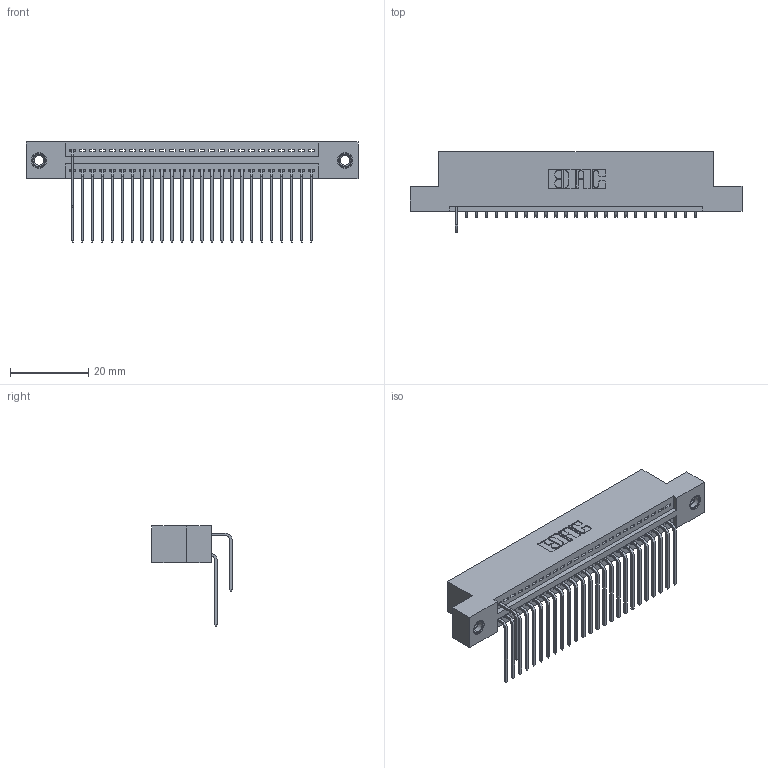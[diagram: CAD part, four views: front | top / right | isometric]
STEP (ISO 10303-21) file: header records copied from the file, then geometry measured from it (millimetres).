
FILE_DESCRIPTION (( 'STEP AP203' ), '1' );
FILE_NAME ('345-050-559-207.STEP', '2018-09-22T15:35:08', ( '' ), ( '' ), 'SwSTEP 2.0', 'SolidWorks 2016', '' );
FILE_SCHEMA (( 'CONFIG_CONTROL_DESIGN' ));
Length unit declared in the file: inch
Products named in the file (5): 345 Part_Flush Mounting Lugs - 0.156 Dia-TI; 345-292-001_558 559 Tail - 1; 345-292-001_559 Tail - 2; 345-250-001_345-250-005-103; 345-050-559-207
Assembly tree (29 placements, depth 2):
  345-050-559-207
    345 Part_Flush Mounting Lugs - 0.156 Dia-TI
    345-292-001_558 559 Tail - 1  x25
    345-292-001_559 Tail - 2
    345-250-001_345-250-005-103  x2
Bounding box: 84.71 x 20.56 x 25.53 mm (x, y, z)
Volume: 7991.1 mm3; surface area: 10990.7 mm2
Topology: 29 solids, 29 shells, 1730 faces, 5155 edges, 3394 vertices
Faces by surface type: plane 1190, cylinder 524, cone 12, torus 4
Entity records: 23974 total; most frequent: CARTESIAN_POINT 4166, ORIENTED_EDGE 4066, DIRECTION 3667, EDGE_CURVE 2033, LINE 1741, VECTOR 1741, VERTEX_POINT 1348, AXIS2_PLACEMENT_3D 963
